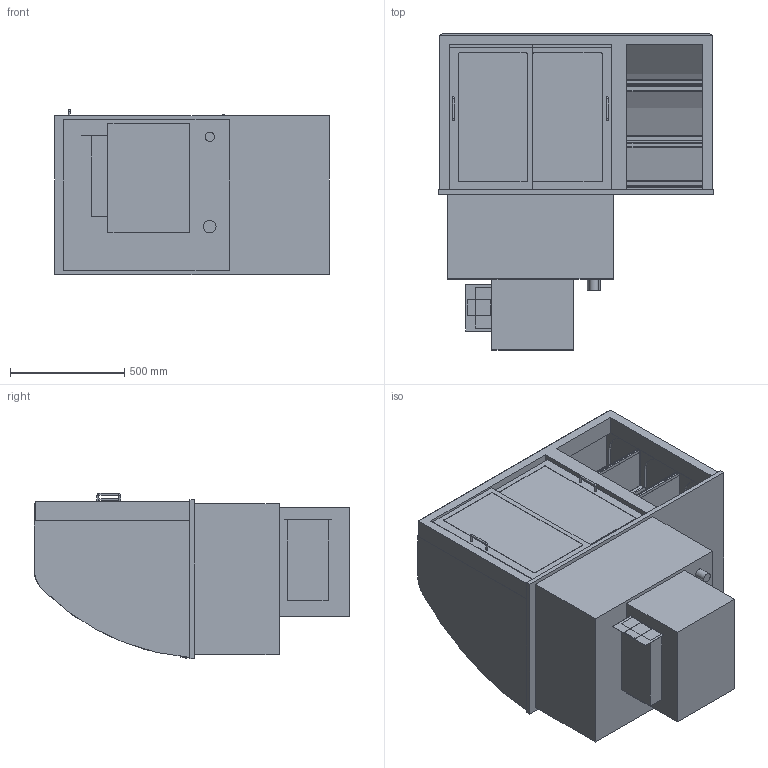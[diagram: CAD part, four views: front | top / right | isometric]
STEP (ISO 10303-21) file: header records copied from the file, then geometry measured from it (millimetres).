
FILE_DESCRIPTION(/* description */ ('vereinfachtes Modell'),/* implementation_level */ '2;1');
FILE_NAME(/* name */ '3D-AKE-00009056.stp',/* time_stamp */ '2025-02-04T12:41:38+01:00',/* author */ ('marina.schachner'),/* organization */ (''),/* preprocessor_version */ 'ST-DEVELOPER v20',/* originating_system */ 'Autodesk Inventor 2024',/* authorisation */ '');
FILE_SCHEMA (('AUTOMOTIVE_DESIGN { 1 0 10303 214 3 1 1 }'));
Length unit declared in the file: millimetre
Products named in the file (1): 3D-AKE-00009056
Bounding box: 1200 x 1382 x 722 mm (x, y, z)
Volume: 174936270.5 mm3; surface area: 16073051.5 mm2
Topology: 58 solids, 58 shells, 565 faces, 1335 edges, 890 vertices
Faces by surface type: plane 449, cylinder 112, torus 4
Full cylindrical faces by diameter (mm): 8 x6, 40 x1, 55 x1
Entity records: 16128 total; most frequent: CARTESIAN_POINT 2791, DIRECTION 2703, ORIENTED_EDGE 2670, EDGE_CURVE 1335, LINE 1099, VECTOR 1099, VERTEX_POINT 890, AXIS2_PLACEMENT_3D 802
